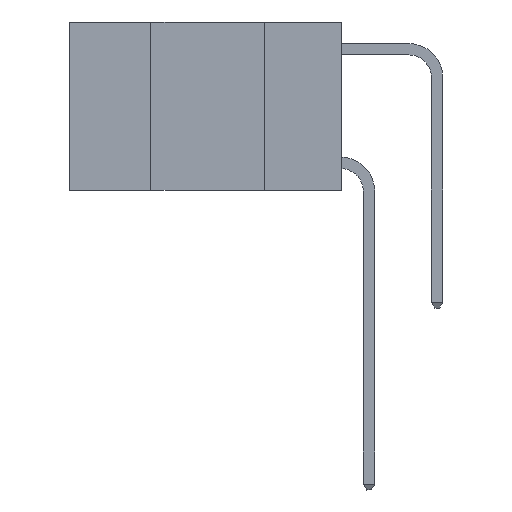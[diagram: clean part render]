
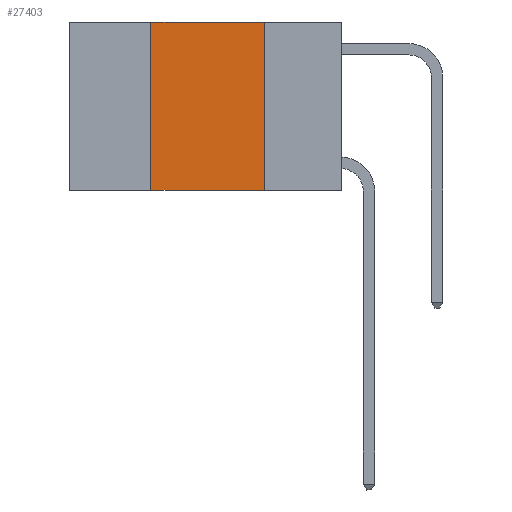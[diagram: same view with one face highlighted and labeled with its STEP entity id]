
A CAD part, left-side view. The second image highlights one B-rep face of the part: STEP entity #27403.
In plain terms, the highlighted planar face has unit normal (-1, 0, 0).
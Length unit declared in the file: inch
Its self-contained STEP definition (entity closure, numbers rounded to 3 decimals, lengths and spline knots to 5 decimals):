
#616 = ORIENTED_EDGE ( 'NONE', *, *, #22062, .T. ) ;
#637 = EDGE_LOOP ( 'NONE', ( #15522, #25740, #27750, #616 ) ) ;
#2581 = AXIS2_PLACEMENT_3D ( 'NONE', #28743, #31402, #16328 ) ;
#2853 = FACE_OUTER_BOUND ( 'NONE', #637, .T. ) ;
#4338 = DIRECTION ( 'NONE',  ( 0., -1., 0. ) ) ;
#5727 = DIRECTION ( 'NONE',  ( 0., -1., 0. ) ) ;
#5995 = EDGE_CURVE ( 'NONE', #14839, #21172, #16107, .T. ) ;
#6247 = EDGE_CURVE ( 'NONE', #29049, #14839, #16489, .T. ) ;
#9306 = CARTESIAN_POINT ( 'NONE',  ( 0., 0.6, -0.37 ) ) ;
#10210 = CARTESIAN_POINT ( 'NONE',  ( 0., 0.42, 0. ) ) ;
#10249 = EDGE_CURVE ( 'NONE', #21172, #27865, #19420, .T. ) ;
#10669 = VECTOR ( 'NONE', #4338, 39.37008 ) ;
#11750 = DIRECTION ( 'NONE',  ( 0., 0., 1. ) ) ;
#12828 = CARTESIAN_POINT ( 'NONE',  ( 0., 0.42, -0.37 ) ) ;
#13645 = CARTESIAN_POINT ( 'NONE',  ( 0., 0.17, 0. ) ) ;
#13801 = PLANE ( 'NONE',  #2581 ) ;
#14839 = VERTEX_POINT ( 'NONE', #10210 ) ;
#15522 = ORIENTED_EDGE ( 'NONE', *, *, #10249, .F. ) ;
#16107 = LINE ( 'NONE', #30802, #28686 ) ;
#16328 = DIRECTION ( 'NONE',  ( 0., 0., -1. ) ) ;
#16489 = LINE ( 'NONE', #24200, #30649 ) ;
#18607 = VECTOR ( 'NONE', #21779, 39.37008 ) ;
#19420 = LINE ( 'NONE', #26710, #18607 ) ;
#21172 = VERTEX_POINT ( 'NONE', #13645 ) ;
#21779 = DIRECTION ( 'NONE',  ( 0., 0., -1. ) ) ;
#22062 = EDGE_CURVE ( 'NONE', #29049, #27865, #30742, .T. ) ;
#23112 = CARTESIAN_POINT ( 'NONE',  ( 0., 0.17, -0.37 ) ) ;
#24200 = CARTESIAN_POINT ( 'NONE',  ( 0., 0.42, 0. ) ) ;
#25740 = ORIENTED_EDGE ( 'NONE', *, *, #5995, .F. ) ;
#26710 = CARTESIAN_POINT ( 'NONE',  ( 0., 0.17, 0. ) ) ;
#27403 = ADVANCED_FACE ( 'NONE', ( #2853 ), #13801, .F. ) ;
#27750 = ORIENTED_EDGE ( 'NONE', *, *, #6247, .F. ) ;
#27865 = VERTEX_POINT ( 'NONE', #23112 ) ;
#28686 = VECTOR ( 'NONE', #5727, 39.37008 ) ;
#28743 = CARTESIAN_POINT ( 'NONE',  ( 0., 0.6, 0. ) ) ;
#29049 = VERTEX_POINT ( 'NONE', #12828 ) ;
#30649 = VECTOR ( 'NONE', #11750, 39.37008 ) ;
#30742 = LINE ( 'NONE', #9306, #10669 ) ;
#30802 = CARTESIAN_POINT ( 'NONE',  ( 0., 0.6, 0. ) ) ;
#31402 = DIRECTION ( 'NONE',  ( 1., 0., 0. ) ) ;
